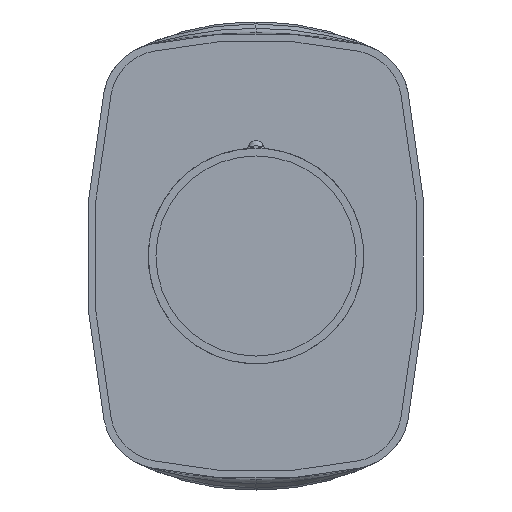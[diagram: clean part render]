
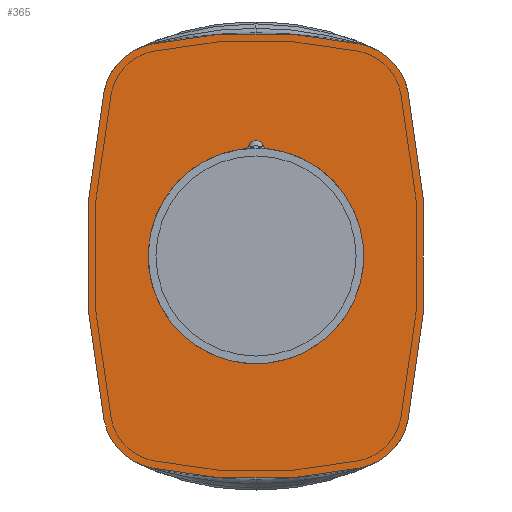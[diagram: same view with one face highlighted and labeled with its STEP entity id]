
A CAD part, left-side view. The second image highlights one B-rep face of the part: STEP entity #365.
In plain terms, the highlighted planar face has unit normal (-1, 0, 0).
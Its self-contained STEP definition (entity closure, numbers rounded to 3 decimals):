
#365=ADVANCED_FACE('Hauptk_rper ( *SOL1849 - wsp *MASTER -  )',(#845,#846),#847,.T.);
#845=FACE_BOUND('',#3098,.T.);
#846=FACE_OUTER_BOUND('',#3099,.T.);
#847=PLANE('',#3100);
#3098=EDGE_LOOP('',(#5905,#5906,#5907,#5908));
#3099=EDGE_LOOP('',(#5909,#5910,#5911,#5912,#5913,#5914,#5915,#5916));
#3100=AXIS2_PLACEMENT_3D('',#5917,#5918,#5919);
#5905=ORIENTED_EDGE('',*,*,#7001,.F.);
#5906=ORIENTED_EDGE('',*,*,#6721,.T.);
#5907=ORIENTED_EDGE('',*,*,#7013,.F.);
#5908=ORIENTED_EDGE('',*,*,#7015,.T.);
#5909=ORIENTED_EDGE('',*,*,#7021,.T.);
#5910=ORIENTED_EDGE('',*,*,#7022,.T.);
#5911=ORIENTED_EDGE('',*,*,#6920,.T.);
#5912=ORIENTED_EDGE('',*,*,#7023,.T.);
#5913=ORIENTED_EDGE('',*,*,#7024,.T.);
#5914=ORIENTED_EDGE('',*,*,#6942,.T.);
#5915=ORIENTED_EDGE('',*,*,#6925,.T.);
#5916=ORIENTED_EDGE('',*,*,#7025,.F.);
#5917=CARTESIAN_POINT('',(49.7,0.0,0.3));
#5918=DIRECTION('',(-1.0,0.0,0.));
#5919=DIRECTION('',(0.0,-1.0,0.0));
#6721=EDGE_CURVE('',#7364,#7370,#7372,.T.);
#6920=EDGE_CURVE('',#7684,#7686,#7688,.T.);
#6925=EDGE_CURVE('',#7690,#7695,#7697,.T.);
#6942=EDGE_CURVE('',#7699,#7690,#7726,.T.);
#7001=EDGE_CURVE('',#7364,#7807,#7808,.T.);
#7013=EDGE_CURVE('',#7820,#7370,#7822,.T.);
#7015=EDGE_CURVE('',#7820,#7807,#7824,.T.);
#7021=EDGE_CURVE('',#7830,#7831,#7832,.T.);
#7022=EDGE_CURVE('',#7831,#7684,#7833,.T.);
#7023=EDGE_CURVE('',#7686,#7834,#7835,.T.);
#7024=EDGE_CURVE('',#7834,#7699,#7836,.T.);
#7025=EDGE_CURVE('',#7830,#7695,#7837,.T.);
#7364=VERTEX_POINT('',#8415);
#7370=VERTEX_POINT('',#8429);
#7372=CIRCLE('',#8432,0.3);
#7684=VERTEX_POINT('',#9390);
#7686=VERTEX_POINT('',#9393);
#7688=CIRCLE('',#9396,51.0);
#7690=VERTEX_POINT('',#9398);
#7695=VERTEX_POINT('',#9409);
#7697=CIRCLE('',#9412,51.0);
#7699=VERTEX_POINT('',#9414);
#7726=CIRCLE('',#9463,4.0);
#7807=VERTEX_POINT('',#9765);
#7808=CIRCLE('',#9766,7.0);
#7820=VERTEX_POINT('',#9781);
#7822=CIRCLE('',#9784,0.5);
#7824=CIRCLE('',#9786,0.3);
#7830=VERTEX_POINT('',#9792);
#7831=VERTEX_POINT('',#9793);
#7832=CIRCLE('',#9794,32.0);
#7833=CIRCLE('',#9795,4.0);
#7834=VERTEX_POINT('',#9796);
#7835=CIRCLE('',#9797,4.0);
#7836=CIRCLE('',#9798,32.0);
#7837=CIRCLE('',#9799,4.0);
#8415=CARTESIAN_POINT('',(49.7,0.725,7.262));
#8429=CARTESIAN_POINT('',(49.7,0.473,7.463));
#8432=AXIS2_PLACEMENT_3D('',#10776,#10777,#10778);
#9390=CARTESIAN_POINT('',(49.7,9.87,10.998));
#9393=CARTESIAN_POINT('',(49.7,9.87,-10.398));
#9396=AXIS2_PLACEMENT_3D('',#10873,#10874,#10875);
#9398=CARTESIAN_POINT('',(49.7,-9.87,-10.398));
#9409=CARTESIAN_POINT('',(49.7,-9.87,10.998));
#9412=AXIS2_PLACEMENT_3D('',#10878,#10879,#10880);
#9414=CARTESIAN_POINT('',(49.7,-6.81,-13.467));
#9463=AXIS2_PLACEMENT_3D('',#10897,#10898,#10899);
#9765=CARTESIAN_POINT('',(49.7,-0.725,7.262));
#9766=AXIS2_PLACEMENT_3D('',#10917,#10918,#10919);
#9781=CARTESIAN_POINT('',(49.7,-0.473,7.463));
#9784=AXIS2_PLACEMENT_3D('',#10933,#10934,#10935);
#9786=AXIS2_PLACEMENT_3D('',#10936,#10937,#10938);
#9792=CARTESIAN_POINT('',(49.7,-6.81,14.067));
#9793=CARTESIAN_POINT('',(49.7,6.81,14.067));
#9794=AXIS2_PLACEMENT_3D('',#10939,#10940,#10941);
#9795=AXIS2_PLACEMENT_3D('',#10942,#10943,#10944);
#9796=CARTESIAN_POINT('',(49.7,6.81,-13.467));
#9797=AXIS2_PLACEMENT_3D('',#10945,#10946,#10947);
#9798=AXIS2_PLACEMENT_3D('',#10948,#10949,#10950);
#9799=AXIS2_PLACEMENT_3D('',#10951,#10952,#10953);
#10776=CARTESIAN_POINT('',(49.7,0.756,7.561));
#10777=DIRECTION('',(-1.0,0.0,0.));
#10778=DIRECTION('',(0.,0.0,1.0));
#10873=CARTESIAN_POINT('',(49.7,-39.996,0.3));
#10874=DIRECTION('',(-1.0,0.0,0.));
#10875=DIRECTION('',(0.,0.0,-1.0));
#10878=CARTESIAN_POINT('',(49.7,39.996,0.3));
#10879=DIRECTION('',(-1.0,0.0,0.));
#10880=DIRECTION('',(0.,0.0,-1.0));
#10897=CARTESIAN_POINT('',(49.7,-5.959,-9.559));
#10898=DIRECTION('',(-1.0,0.0,0.));
#10899=DIRECTION('',(0.,0.0,-1.0));
#10917=CARTESIAN_POINT('',(49.7,0.0,0.3));
#10918=DIRECTION('',(-1.0,0.0,0.));
#10919=DIRECTION('',(0.,0.0,1.0));
#10933=CARTESIAN_POINT('',(49.7,0.,7.3));
#10934=DIRECTION('',(-1.0,0.,0.));
#10935=DIRECTION('',(0.,0.,-1.0));
#10936=CARTESIAN_POINT('',(49.7,-0.756,7.561));
#10937=DIRECTION('',(-1.0,0.0,0.));
#10938=DIRECTION('',(0.,0.0,1.0));
#10939=CARTESIAN_POINT('',(49.7,0.,-17.2));
#10940=DIRECTION('',(-1.0,0.0,0.));
#10941=DIRECTION('',(0.,0.0,-1.0));
#10942=CARTESIAN_POINT('',(49.7,5.959,10.159));
#10943=DIRECTION('',(-1.0,0.0,0.));
#10944=DIRECTION('',(0.,0.0,-1.0));
#10945=CARTESIAN_POINT('',(49.7,5.959,-9.559));
#10946=DIRECTION('',(-1.0,0.0,0.));
#10947=DIRECTION('',(0.,0.0,-1.0));
#10948=CARTESIAN_POINT('',(49.7,0.,17.8));
#10949=DIRECTION('',(-1.0,0.0,0.));
#10950=DIRECTION('',(0.,0.0,-1.0));
#10951=CARTESIAN_POINT('',(49.7,-5.959,10.159));
#10952=DIRECTION('',(1.0,0.0,0.));
#10953=DIRECTION('',(0.,0.0,-1.0));
